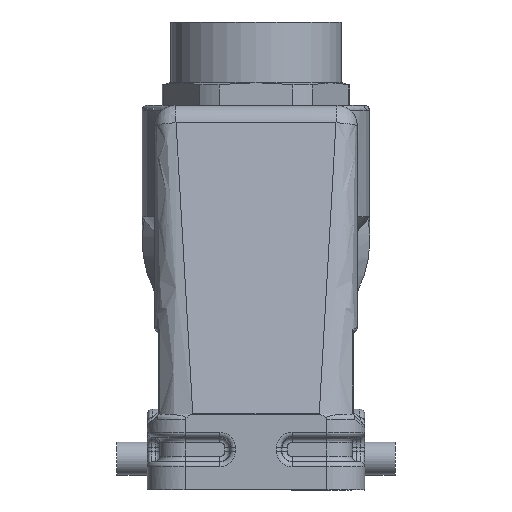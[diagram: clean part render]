
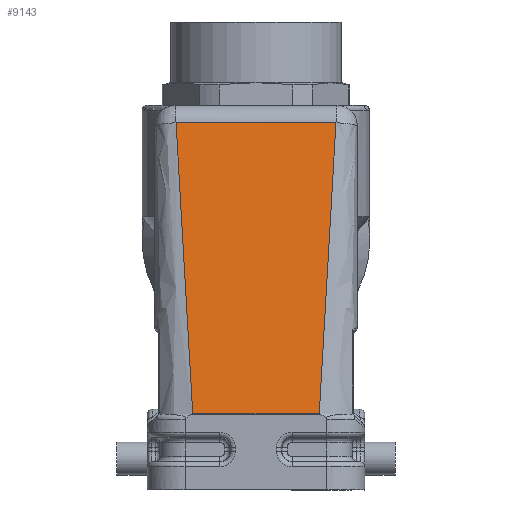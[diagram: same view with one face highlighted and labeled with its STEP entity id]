
A CAD part, left-side view. The second image highlights one B-rep face of the part: STEP entity #9143.
In plain terms, the highlighted planar face has unit normal (-0.99, 0, 0.139).
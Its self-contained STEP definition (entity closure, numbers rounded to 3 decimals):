
#6383=LINE('',#23541,#7253);
#7081=LINE('',#31925,#8017);
#7082=LINE('',#31928,#8018);
#7083=LINE('',#31929,#8019);
#7253=VECTOR('',#20184,1.);
#8017=VECTOR('',#22546,1.);
#8018=VECTOR('',#22547,1.);
#8019=VECTOR('',#22548,1.);
#9143=ADVANCED_FACE('',(#10183),#9554,.T.);
#9554=PLANE('',#19810);
#10183=FACE_OUTER_BOUND('',#10992,.T.);
#10992=EDGE_LOOP('',(#14063,#14064,#14065,#14066));
#14063=ORIENTED_EDGE('',*,*,#18067,.T.);
#14064=ORIENTED_EDGE('',*,*,#18068,.T.);
#14065=ORIENTED_EDGE('',*,*,#16587,.T.);
#14066=ORIENTED_EDGE('',*,*,#18069,.T.);
#15309=VERTEX_POINT('',#23526);
#15312=VERTEX_POINT('',#23540);
#16248=VERTEX_POINT('',#31926);
#16249=VERTEX_POINT('',#31927);
#16587=EDGE_CURVE('',#15309,#15312,#6383,.T.);
#18067=EDGE_CURVE('',#16248,#16249,#7081,.T.);
#18068=EDGE_CURVE('',#16249,#15309,#7082,.T.);
#18069=EDGE_CURVE('',#15312,#16248,#7083,.T.);
#19810=AXIS2_PLACEMENT_3D('',#31930,#22549,#22550);
#20184=DIRECTION('',(0.,1.,0.));
#22546=DIRECTION('',(0.,-1.,0.));
#22547=DIRECTION('',(0.139,-0.057,0.989));
#22548=DIRECTION('',(-0.139,-0.057,-0.989));
#22549=DIRECTION('',(-0.99,0.,0.139));
#22550=DIRECTION('',(-0.139,0.,-0.99));
#23526=CARTESIAN_POINT('',(-45.411,-15.802,72.557));
#23540=CARTESIAN_POINT('',(-45.411,15.802,72.557));
#23541=CARTESIAN_POINT('',(-45.411,-15.802,72.557));
#31925=CARTESIAN_POINT('',(-53.49,12.504,15.069));
#31926=CARTESIAN_POINT('',(-53.49,12.504,15.069));
#31927=CARTESIAN_POINT('',(-53.49,-12.504,15.069));
#31928=CARTESIAN_POINT('',(-53.49,-12.504,15.069));
#31929=CARTESIAN_POINT('',(-45.411,15.802,72.557));
#31930=CARTESIAN_POINT('',(-44.484,16.802,79.149));
